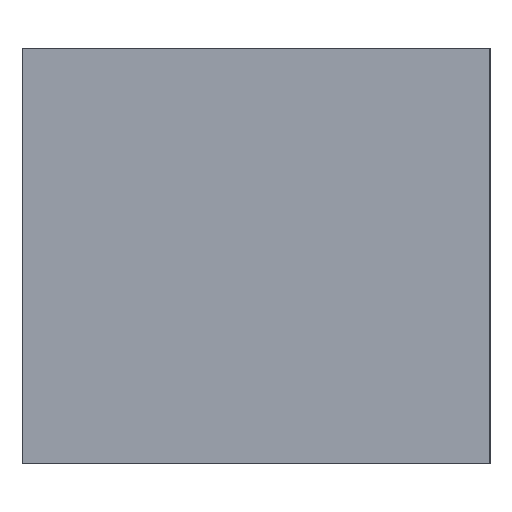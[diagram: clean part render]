
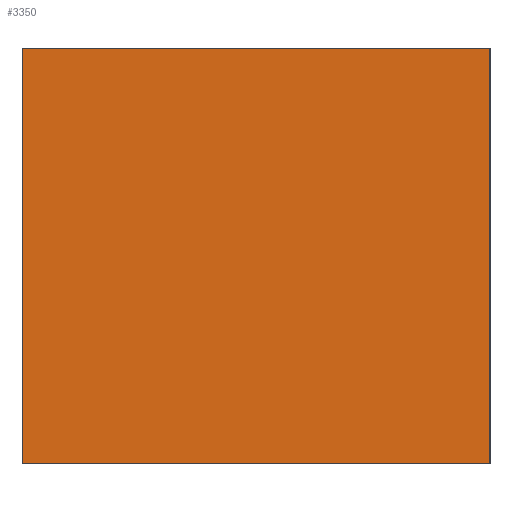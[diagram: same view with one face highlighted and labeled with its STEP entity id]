
A CAD part, left-side view. The second image highlights one B-rep face of the part: STEP entity #3350.
In plain terms, the highlighted planar face has unit normal (-1, 0.018, 0).
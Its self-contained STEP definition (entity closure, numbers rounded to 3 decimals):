
#576 = DIRECTION ( 'NONE',  ( -0.017, -1., 0. ) ) ;
#792 = EDGE_CURVE ( 'NONE', #5656, #4588, #5625, .T. ) ;
#837 = CARTESIAN_POINT ( 'NONE',  ( -9.345, 0., 7.5 ) ) ;
#1077 = CARTESIAN_POINT ( 'NONE',  ( -9.345, 0., -7.5 ) ) ;
#1256 = PLANE ( 'NONE',  #1847 ) ;
#1287 = VECTOR ( 'NONE', #8479, 1000. ) ;
#1817 = LINE ( 'NONE', #4428, #9556 ) ;
#1847 = AXIS2_PLACEMENT_3D ( 'NONE', #7349, #5150, #576 ) ;
#2447 = CARTESIAN_POINT ( 'NONE',  ( -9.05, 16.9, -7.5 ) ) ;
#2574 = VECTOR ( 'NONE', #8564, 1000. ) ;
#2631 = FACE_OUTER_BOUND ( 'NONE', #8869, .T. ) ;
#2784 = ORIENTED_EDGE ( 'NONE', *, *, #5572, .T. ) ;
#3350 = ADVANCED_FACE ( 'NONE', ( #2631 ), #1256, .T. ) ;
#3683 = VERTEX_POINT ( 'NONE', #8721 ) ;
#4253 = CARTESIAN_POINT ( 'NONE',  ( -9.345, 0., -7.5 ) ) ;
#4257 = VERTEX_POINT ( 'NONE', #5955 ) ;
#4428 = CARTESIAN_POINT ( 'NONE',  ( -9.05, 16.9, 7.5 ) ) ;
#4588 = VERTEX_POINT ( 'NONE', #837 ) ;
#4639 = LINE ( 'NONE', #9250, #2574 ) ;
#5150 = DIRECTION ( 'NONE',  ( -1., 0.017, 0. ) ) ;
#5216 = DIRECTION ( 'NONE',  ( -0.017, -1., 0. ) ) ;
#5572 = EDGE_CURVE ( 'NONE', #4257, #5656, #4639, .T. ) ;
#5625 = LINE ( 'NONE', #4253, #7344 ) ;
#5656 = VERTEX_POINT ( 'NONE', #1077 ) ;
#5955 = CARTESIAN_POINT ( 'NONE',  ( -9.05, 16.9, -7.5 ) ) ;
#6276 = EDGE_CURVE ( 'NONE', #4257, #3683, #7328, .T. ) ;
#7266 = DIRECTION ( 'NONE',  ( 0., 0., 1. ) ) ;
#7328 = LINE ( 'NONE', #2447, #1287 ) ;
#7344 = VECTOR ( 'NONE', #7266, 1000. ) ;
#7349 = CARTESIAN_POINT ( 'NONE',  ( -9.05, 16.9, -7.5 ) ) ;
#8205 = ORIENTED_EDGE ( 'NONE', *, *, #8602, .F. ) ;
#8397 = ORIENTED_EDGE ( 'NONE', *, *, #792, .T. ) ;
#8479 = DIRECTION ( 'NONE',  ( 0., 0., 1. ) ) ;
#8564 = DIRECTION ( 'NONE',  ( -0.017, -1., 0. ) ) ;
#8602 = EDGE_CURVE ( 'NONE', #3683, #4588, #1817, .T. ) ;
#8721 = CARTESIAN_POINT ( 'NONE',  ( -9.05, 16.9, 7.5 ) ) ;
#8822 = ORIENTED_EDGE ( 'NONE', *, *, #6276, .F. ) ;
#8869 = EDGE_LOOP ( 'NONE', ( #8397, #8205, #8822, #2784 ) ) ;
#9250 = CARTESIAN_POINT ( 'NONE',  ( -9.05, 16.9, -7.5 ) ) ;
#9556 = VECTOR ( 'NONE', #5216, 1000. ) ;
